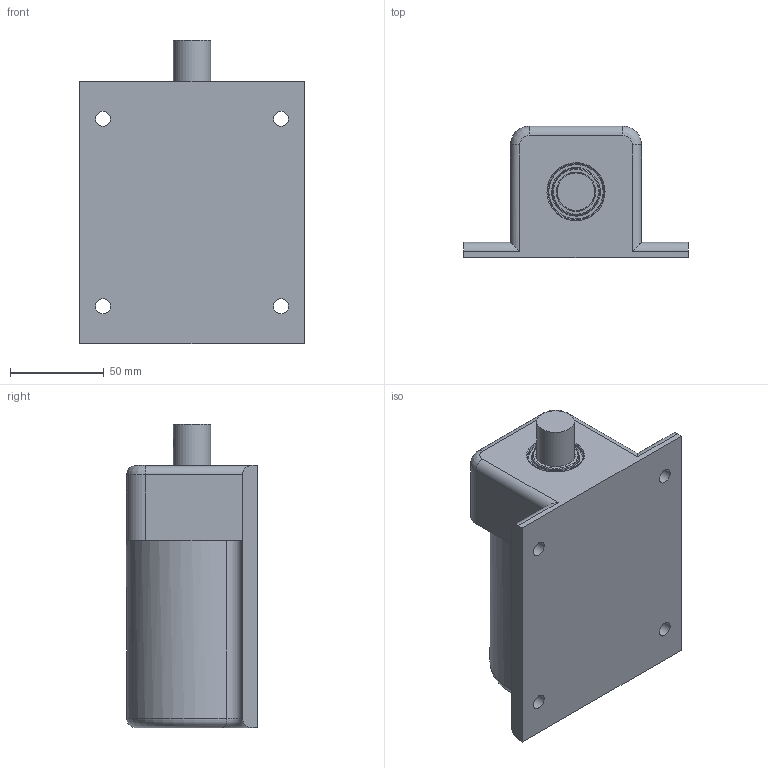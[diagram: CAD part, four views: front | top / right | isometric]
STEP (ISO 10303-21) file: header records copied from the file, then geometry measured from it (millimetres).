
FILE_DESCRIPTION( ('This file contains a STEP AP42 implementation' ,'as created by ZW3D STEP Interface translator.' ,'') ,'2;1' );
FILE_NAME( '仱謫萇儂.ipt.stp' ,'251027.114730', (''), ('ZWCAD Software Co.'), 'Version 1.0', 'ZW3D to STEP translator', '' );
FILE_SCHEMA(('AUTOMOTIVE_DESIGN { 1 0 10303 214 1 1 1 1 }'));
Length unit declared in the file: millimetre
Products named in the file (1): 0
Bounding box: 120 x 70 x 162 mm (x, y, z)
Volume: 674678.2 mm3; surface area: 62694.6 mm2
Topology: 1 solids, 1 shells, 49 faces, 136 edges, 94 vertices
Faces by surface type: cylinder 21, plane 19, torus 7, bspline 2
Full cylindrical faces by diameter (mm): 4 x1, 8 x4, 20 x1, 21 x1, 25 x1, 30 x1
Entity records: 1787 total; most frequent: CARTESIAN_POINT 364, DIRECTION 311, ORIENTED_EDGE 272, EDGE_CURVE 136, AXIS2_PLACEMENT_3D 130, VERTEX_POINT 94, CIRCLE 80, EDGE_LOOP 62
